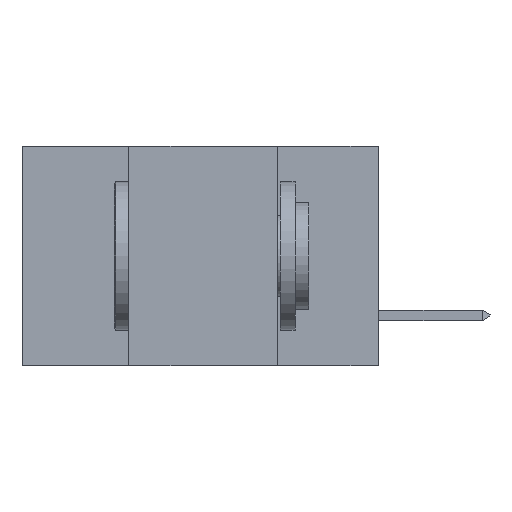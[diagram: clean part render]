
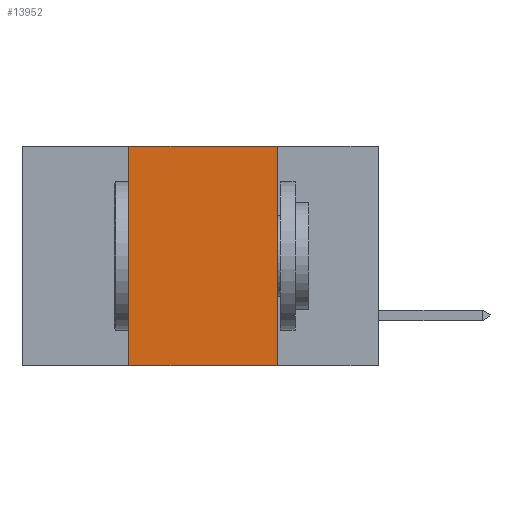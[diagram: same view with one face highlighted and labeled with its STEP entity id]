
A CAD part, left-side view. The second image highlights one B-rep face of the part: STEP entity #13952.
In plain terms, the highlighted planar face has unit normal (-1, 0, 0).
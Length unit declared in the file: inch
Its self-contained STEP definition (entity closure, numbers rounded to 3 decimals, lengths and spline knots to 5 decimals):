
#573 = AXIS2_PLACEMENT_3D ( 'NONE', #14830, #2726, #4150 ) ;
#773 = CARTESIAN_POINT ( 'NONE',  ( 0., 0.6, 0. ) ) ;
#835 = DIRECTION ( 'NONE',  ( 0., -1., 0. ) ) ;
#860 = LINE ( 'NONE', #773, #10862 ) ;
#2358 = ORIENTED_EDGE ( 'NONE', *, *, #6634, .F. ) ;
#2558 = CARTESIAN_POINT ( 'NONE',  ( 0., 0.42, 0. ) ) ;
#2726 = DIRECTION ( 'NONE',  ( 1., 0., 0. ) ) ;
#3013 = EDGE_CURVE ( 'NONE', #4490, #13321, #860, .T. ) ;
#3517 = EDGE_CURVE ( 'NONE', #6961, #7254, #15679, .T. ) ;
#3526 = DIRECTION ( 'NONE',  ( 0., -1., 0. ) ) ;
#3856 = DIRECTION ( 'NONE',  ( 0., 0., -1. ) ) ;
#4060 = FACE_OUTER_BOUND ( 'NONE', #11893, .T. ) ;
#4083 = DIRECTION ( 'NONE',  ( 0., 0., 1. ) ) ;
#4150 = DIRECTION ( 'NONE',  ( 0., 0., -1. ) ) ;
#4189 = CARTESIAN_POINT ( 'NONE',  ( 0., 0.17, -0.37 ) ) ;
#4490 = VERTEX_POINT ( 'NONE', #2558 ) ;
#4826 = CARTESIAN_POINT ( 'NONE',  ( 0., 0.42, -0.37 ) ) ;
#4836 = CARTESIAN_POINT ( 'NONE',  ( 0., 0.6, -0.37 ) ) ;
#5061 = CARTESIAN_POINT ( 'NONE',  ( 0., 0.17, 0. ) ) ;
#6634 = EDGE_CURVE ( 'NONE', #13321, #7254, #9336, .T. ) ;
#6961 = VERTEX_POINT ( 'NONE', #4826 ) ;
#7254 = VERTEX_POINT ( 'NONE', #4189 ) ;
#7867 = VECTOR ( 'NONE', #4083, 39.37008 ) ;
#9336 = LINE ( 'NONE', #11719, #10886 ) ;
#9448 = PLANE ( 'NONE',  #573 ) ;
#9765 = ORIENTED_EDGE ( 'NONE', *, *, #3517, .T. ) ;
#10167 = EDGE_CURVE ( 'NONE', #6961, #4490, #10533, .T. ) ;
#10533 = LINE ( 'NONE', #17393, #7867 ) ;
#10862 = VECTOR ( 'NONE', #3526, 39.37008 ) ;
#10886 = VECTOR ( 'NONE', #3856, 39.37008 ) ;
#11719 = CARTESIAN_POINT ( 'NONE',  ( 0., 0.17, -0.37 ) ) ;
#11893 = EDGE_LOOP ( 'NONE', ( #2358, #14097, #14943, #9765 ) ) ;
#13271 = VECTOR ( 'NONE', #835, 39.37008 ) ;
#13321 = VERTEX_POINT ( 'NONE', #5061 ) ;
#13952 = ADVANCED_FACE ( 'NONE', ( #4060 ), #9448, .F. ) ;
#14097 = ORIENTED_EDGE ( 'NONE', *, *, #3013, .F. ) ;
#14830 = CARTESIAN_POINT ( 'NONE',  ( 0., 0.6, 0. ) ) ;
#14943 = ORIENTED_EDGE ( 'NONE', *, *, #10167, .F. ) ;
#15679 = LINE ( 'NONE', #4836, #13271 ) ;
#17393 = CARTESIAN_POINT ( 'NONE',  ( 0., 0.42, -0.37 ) ) ;
